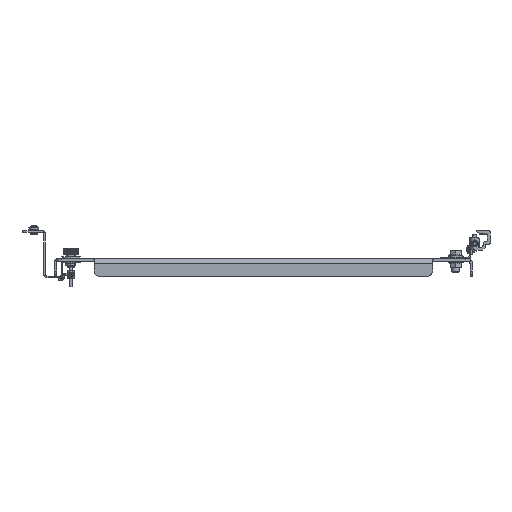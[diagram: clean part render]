
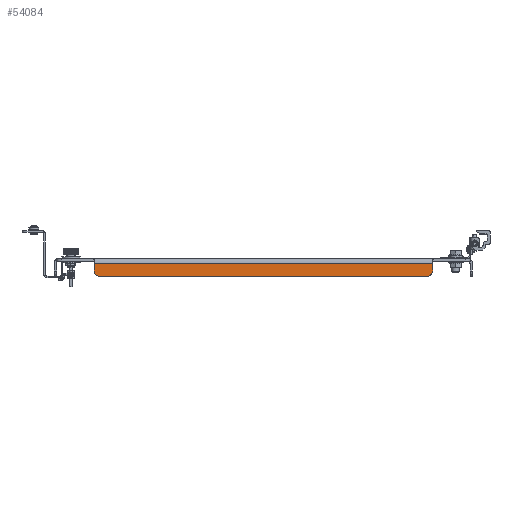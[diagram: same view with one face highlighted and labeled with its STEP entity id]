
A CAD part, left-side view. The second image highlights one B-rep face of the part: STEP entity #54084.
In plain terms, the highlighted planar face has unit normal (-1, 0, 0).
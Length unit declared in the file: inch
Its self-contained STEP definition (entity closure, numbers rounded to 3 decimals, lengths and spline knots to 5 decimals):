
#2116 = DIRECTION ( 'NONE',  ( 1., 0., 0. ) ) ;
#4274 = VECTOR ( 'NONE', #106208, 39.37008 ) ;
#4577 = LINE ( 'NONE', #89901, #35199 ) ;
#9770 = EDGE_CURVE ( 'NONE', #30510, #86741, #60600, .T. ) ;
#13915 = VERTEX_POINT ( 'NONE', #75199 ) ;
#14641 = DIRECTION ( 'NONE',  ( 0., 0., 1. ) ) ;
#18329 = VECTOR ( 'NONE', #20795, 39.37008 ) ;
#20795 = DIRECTION ( 'NONE',  ( 0., -1., 0. ) ) ;
#23084 = DIRECTION ( 'NONE',  ( 1., 0., 0. ) ) ;
#24457 = AXIS2_PLACEMENT_3D ( 'NONE', #79061, #2116, #27966 ) ;
#26791 = AXIS2_PLACEMENT_3D ( 'NONE', #70838, #52950, #35564 ) ;
#27203 = ORIENTED_EDGE ( 'NONE', *, *, #82671, .F. ) ;
#27966 = DIRECTION ( 'NONE',  ( 0., 0., 1. ) ) ;
#28645 = CARTESIAN_POINT ( 'NONE',  ( -16.46875, -8.46875, -0.237 ) ) ;
#28714 = DIRECTION ( 'NONE',  ( 0., 0., 1. ) ) ;
#30510 = VERTEX_POINT ( 'NONE', #79372 ) ;
#34706 = EDGE_CURVE ( 'NONE', #13915, #68586, #53372, .T. ) ;
#35199 = VECTOR ( 'NONE', #28714, 39.37008 ) ;
#35564 = DIRECTION ( 'NONE',  ( 0., 0., 1. ) ) ;
#35853 = CARTESIAN_POINT ( 'NONE',  ( -16.46875, 8.46875, -0.625 ) ) ;
#37169 = LINE ( 'NONE', #56227, #44432 ) ;
#37972 = EDGE_CURVE ( 'NONE', #68586, #56446, #90475, .T. ) ;
#44432 = VECTOR ( 'NONE', #107319, 39.37008 ) ;
#51329 = CIRCLE ( 'NONE', #24457, 0.25 ) ;
#51828 = EDGE_CURVE ( 'NONE', #86741, #13915, #4577, .T. ) ;
#52590 = EDGE_CURVE ( 'NONE', #68120, #30510, #37169, .T. ) ;
#52950 = DIRECTION ( 'NONE',  ( -1., 0., 0. ) ) ;
#53372 = LINE ( 'NONE', #28645, #18329 ) ;
#54084 = ADVANCED_FACE ( 'NONE', ( #62414 ), #78721, .T. ) ;
#54090 = CARTESIAN_POINT ( 'NONE',  ( -16.46875, -8.46875, -0.237 ) ) ;
#54533 = ORIENTED_EDGE ( 'NONE', *, *, #9770, .F. ) ;
#55895 = EDGE_LOOP ( 'NONE', ( #95801, #54533, #56741, #27203, #78250, #59288 ) ) ;
#56227 = CARTESIAN_POINT ( 'NONE',  ( -16.46875, 0., -0.875 ) ) ;
#56446 = VERTEX_POINT ( 'NONE', #108601 ) ;
#56741 = ORIENTED_EDGE ( 'NONE', *, *, #52590, .F. ) ;
#59288 = ORIENTED_EDGE ( 'NONE', *, *, #34706, .F. ) ;
#60600 = CIRCLE ( 'NONE', #76720, 0.25 ) ;
#62414 = FACE_OUTER_BOUND ( 'NONE', #55895, .T. ) ;
#65712 = CARTESIAN_POINT ( 'NONE',  ( -16.46875, 8.21875, -0.625 ) ) ;
#68120 = VERTEX_POINT ( 'NONE', #75769 ) ;
#68586 = VERTEX_POINT ( 'NONE', #54090 ) ;
#70838 = CARTESIAN_POINT ( 'NONE',  ( -16.46875, 10.34375, 0. ) ) ;
#71895 = CARTESIAN_POINT ( 'NONE',  ( -16.46875, -8.46875, -0.556 ) ) ;
#75199 = CARTESIAN_POINT ( 'NONE',  ( -16.46875, 8.46875, -0.237 ) ) ;
#75769 = CARTESIAN_POINT ( 'NONE',  ( -16.46875, -8.21875, -0.875 ) ) ;
#76720 = AXIS2_PLACEMENT_3D ( 'NONE', #65712, #23084, #14641 ) ;
#78250 = ORIENTED_EDGE ( 'NONE', *, *, #37972, .F. ) ;
#78721 = PLANE ( 'NONE',  #26791 ) ;
#79061 = CARTESIAN_POINT ( 'NONE',  ( -16.46875, -8.21875, -0.625 ) ) ;
#79372 = CARTESIAN_POINT ( 'NONE',  ( -16.46875, 8.21875, -0.875 ) ) ;
#82671 = EDGE_CURVE ( 'NONE', #56446, #68120, #51329, .T. ) ;
#86741 = VERTEX_POINT ( 'NONE', #35853 ) ;
#89901 = CARTESIAN_POINT ( 'NONE',  ( -16.46875, 8.46875, -0.556 ) ) ;
#90475 = LINE ( 'NONE', #71895, #4274 ) ;
#95801 = ORIENTED_EDGE ( 'NONE', *, *, #51828, .F. ) ;
#106208 = DIRECTION ( 'NONE',  ( 0., 0., -1. ) ) ;
#107319 = DIRECTION ( 'NONE',  ( 0., 1., 0. ) ) ;
#108601 = CARTESIAN_POINT ( 'NONE',  ( -16.46875, -8.46875, -0.625 ) ) ;
